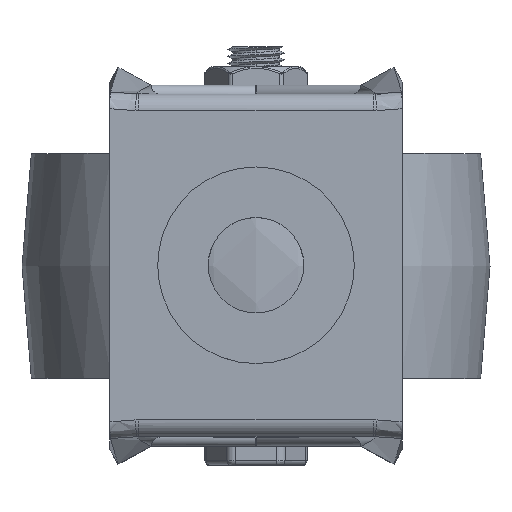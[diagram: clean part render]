
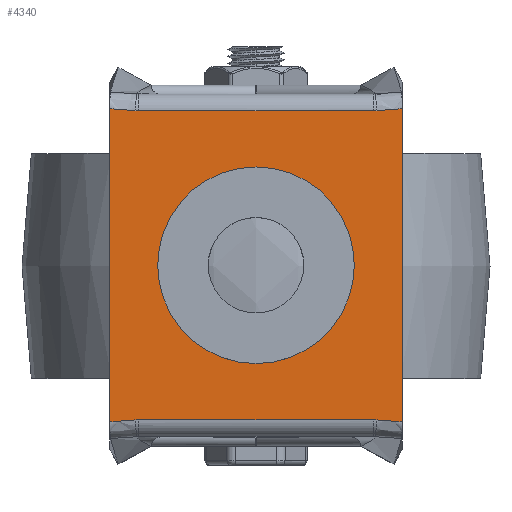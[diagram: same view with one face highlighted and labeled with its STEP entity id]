
A CAD part, top view. The second image highlights one B-rep face of the part: STEP entity #4340.
In plain terms, the highlighted planar face has unit normal (0, 0, 1).
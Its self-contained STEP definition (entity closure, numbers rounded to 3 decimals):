
#153=FACE_BOUND('',#859,.T.);
#212=PLANE('',#4716);
#577=FACE_OUTER_BOUND('',#858,.T.);
#858=EDGE_LOOP('',(#3301,#3302,#3303,#3304,#3305,#3306,#3307,#3308,#3309,
#3310,#3311,#3312,#3313,#3314,#3315,#3316));
#859=EDGE_LOOP('',(#3317));
#1093=LINE('',#6896,#1323);
#1094=LINE('',#6980,#1324);
#1103=LINE('',#7078,#1333);
#1104=LINE('',#7162,#1334);
#1117=LINE('',#7368,#1347);
#1125=LINE('',#7566,#1355);
#1142=LINE('',#9249,#1372);
#1168=LINE('',#12532,#1398);
#1323=VECTOR('',#5292,1000.);
#1324=VECTOR('',#5293,1000.);
#1333=VECTOR('',#5302,1000.);
#1334=VECTOR('',#5303,1000.);
#1347=VECTOR('',#5320,1000.);
#1355=VECTOR('',#5332,1000.);
#1372=VECTOR('',#5385,1000.);
#1398=VECTOR('',#5467,1000.);
#1529=CIRCLE('',#4649,10.5);
#1532=CIRCLE('',#4669,2.836);
#1533=CIRCLE('',#4670,335.231);
#1537=CIRCLE('',#4686,2.836);
#1538=CIRCLE('',#4687,335.231);
#1539=CIRCLE('',#4697,2.836);
#1540=CIRCLE('',#4698,335.231);
#1544=CIRCLE('',#4714,2.836);
#1545=CIRCLE('',#4715,335.231);
#1824=VERTEX_POINT('',#6795);
#1828=VERTEX_POINT('',#6877);
#1832=VERTEX_POINT('',#6894);
#1834=VERTEX_POINT('',#6968);
#1835=VERTEX_POINT('',#6979);
#1840=VERTEX_POINT('',#7059);
#1844=VERTEX_POINT('',#7076);
#1846=VERTEX_POINT('',#7150);
#1847=VERTEX_POINT('',#7161);
#1872=VERTEX_POINT('',#9015);
#1873=VERTEX_POINT('',#9077);
#1876=VERTEX_POINT('',#9248);
#1880=VERTEX_POINT('',#10692);
#1886=VERTEX_POINT('',#12298);
#1887=VERTEX_POINT('',#12360);
#1890=VERTEX_POINT('',#12531);
#1894=VERTEX_POINT('',#13975);
#2267=EDGE_CURVE('',#1824,#1824,#1529,.T.);
#2276=EDGE_CURVE('',#1828,#1832,#1093,.T.);
#2278=EDGE_CURVE('',#1834,#1835,#1094,.T.);
#2288=EDGE_CURVE('',#1840,#1844,#1103,.T.);
#2290=EDGE_CURVE('',#1846,#1847,#1104,.T.);
#2311=EDGE_CURVE('',#1835,#1832,#1117,.T.);
#2327=EDGE_CURVE('',#1844,#1847,#1125,.T.);
#2344=EDGE_CURVE('',#1872,#1873,#1532,.T.);
#2345=EDGE_CURVE('',#1834,#1872,#1533,.T.);
#2351=EDGE_CURVE('',#1873,#1876,#1142,.F.);
#2365=EDGE_CURVE('',#1880,#1876,#1537,.T.);
#2366=EDGE_CURVE('',#1840,#1880,#1538,.T.);
#2381=EDGE_CURVE('',#1886,#1887,#1539,.T.);
#2383=EDGE_CURVE('',#1828,#1886,#1540,.T.);
#2389=EDGE_CURVE('',#1887,#1890,#1168,.F.);
#2403=EDGE_CURVE('',#1894,#1890,#1544,.T.);
#2404=EDGE_CURVE('',#1846,#1894,#1545,.T.);
#3301=ORIENTED_EDGE('',*,*,#2311,.F.);
#3302=ORIENTED_EDGE('',*,*,#2278,.F.);
#3303=ORIENTED_EDGE('',*,*,#2345,.T.);
#3304=ORIENTED_EDGE('',*,*,#2344,.T.);
#3305=ORIENTED_EDGE('',*,*,#2351,.T.);
#3306=ORIENTED_EDGE('',*,*,#2365,.F.);
#3307=ORIENTED_EDGE('',*,*,#2366,.F.);
#3308=ORIENTED_EDGE('',*,*,#2288,.T.);
#3309=ORIENTED_EDGE('',*,*,#2327,.T.);
#3310=ORIENTED_EDGE('',*,*,#2290,.F.);
#3311=ORIENTED_EDGE('',*,*,#2404,.T.);
#3312=ORIENTED_EDGE('',*,*,#2403,.T.);
#3313=ORIENTED_EDGE('',*,*,#2389,.F.);
#3314=ORIENTED_EDGE('',*,*,#2381,.F.);
#3315=ORIENTED_EDGE('',*,*,#2383,.F.);
#3316=ORIENTED_EDGE('',*,*,#2276,.T.);
#3317=ORIENTED_EDGE('',*,*,#2267,.T.);
#4340=ADVANCED_FACE('',(#577,#153),#212,.T.);
#4649=AXIS2_PLACEMENT_3D('',#6797,#5275,#5276);
#4669=AXIS2_PLACEMENT_3D('',#9139,#5366,#5367);
#4670=AXIS2_PLACEMENT_3D('',#9236,#5368,#5369);
#4686=AXIS2_PLACEMENT_3D('',#10754,#5414,#5415);
#4687=AXIS2_PLACEMENT_3D('',#10851,#5416,#5417);
#4697=AXIS2_PLACEMENT_3D('',#12361,#5448,#5449);
#4698=AXIS2_PLACEMENT_3D('',#12519,#5450,#5451);
#4714=AXIS2_PLACEMENT_3D('',#14037,#5496,#5497);
#4715=AXIS2_PLACEMENT_3D('',#14134,#5498,#5499);
#4716=AXIS2_PLACEMENT_3D('',#14135,#5500,#5501);
#5275=DIRECTION('center_axis',(0.,0.,-1.));
#5276=DIRECTION('ref_axis',(1.,0.,0.));
#5292=DIRECTION('',(0.,1.,0.));
#5293=DIRECTION('',(0.,-1.,0.));
#5302=DIRECTION('',(0.,-1.,0.));
#5303=DIRECTION('',(0.,1.,0.));
#5320=DIRECTION('',(0.,-1.,0.));
#5332=DIRECTION('',(0.,-1.,0.));
#5366=DIRECTION('center_axis',(0.,0.,-1.));
#5367=DIRECTION('ref_axis',(0.,-1.,0.));
#5368=DIRECTION('center_axis',(0.,0.,1.));
#5369=DIRECTION('ref_axis',(-0.077,0.997,0.));
#5385=DIRECTION('',(1.,0.,0.));
#5414=DIRECTION('center_axis',(0.,0.,
1.));
#5415=DIRECTION('ref_axis',(0.,-1.,0.));
#5416=DIRECTION('center_axis',(0.,0.,-1.));
#5417=DIRECTION('ref_axis',(0.077,0.997,0.));
#5448=DIRECTION('center_axis',(0.,0.,1.));
#5449=DIRECTION('ref_axis',(0.,1.,0.));
#5450=DIRECTION('center_axis',(0.,0.,-1.));
#5451=DIRECTION('ref_axis',(-0.077,-0.997,0.));
#5467=DIRECTION('',(1.,0.,0.));
#5496=DIRECTION('center_axis',(0.,0.,
-1.));
#5497=DIRECTION('ref_axis',(0.,1.,0.));
#5498=DIRECTION('center_axis',(0.,0.,1.));
#5499=DIRECTION('ref_axis',(0.077,-0.997,0.));
#5500=DIRECTION('center_axis',(0.,0.,1.));
#5501=DIRECTION('ref_axis',(1.,0.,0.));
#6795=CARTESIAN_POINT('',(-10.5,0.,-1.8));
#6797=CARTESIAN_POINT('Origin',(0.,0.,-1.8));
#6877=CARTESIAN_POINT('',(15.609,-16.724,-1.8));
#6894=CARTESIAN_POINT('',(15.609,-16.5,-1.8));
#6896=CARTESIAN_POINT('',(15.609,-18.3,-1.8));
#6968=CARTESIAN_POINT('',(15.609,16.724,-1.8));
#6979=CARTESIAN_POINT('',(15.609,16.5,-1.8));
#6980=CARTESIAN_POINT('',(15.609,18.3,-1.8));
#7059=CARTESIAN_POINT('',(-15.609,16.724,-1.8));
#7076=CARTESIAN_POINT('',(-15.609,16.5,-1.8));
#7078=CARTESIAN_POINT('',(-15.609,18.3,-1.8));
#7150=CARTESIAN_POINT('',(-15.609,-16.724,-1.8));
#7161=CARTESIAN_POINT('',(-15.609,-16.5,-1.8));
#7162=CARTESIAN_POINT('',(-15.609,-18.3,-1.8));
#7368=CARTESIAN_POINT('',(15.609,16.5,-1.8));
#7566=CARTESIAN_POINT('',(-15.609,16.5,-1.8));
#9015=CARTESIAN_POINT('',(12.943,16.529,-1.8));
#9077=CARTESIAN_POINT('',(12.537,16.5,-1.8));
#9139=CARTESIAN_POINT('Origin',(12.537,19.336,-1.8));
#9236=CARTESIAN_POINT('Origin',(38.649,-317.715,-1.8));
#9248=CARTESIAN_POINT('',(-12.537,16.5,-1.8));
#9249=CARTESIAN_POINT('',(0.,16.5,-1.8));
#10692=CARTESIAN_POINT('',(-12.943,16.529,-1.8));
#10754=CARTESIAN_POINT('Origin',(-12.537,19.336,-1.8));
#10851=CARTESIAN_POINT('Origin',(-38.649,-317.715,-1.8));
#12298=CARTESIAN_POINT('',(12.943,-16.529,-1.8));
#12360=CARTESIAN_POINT('',(12.537,-16.5,-1.8));
#12361=CARTESIAN_POINT('Origin',(12.537,-19.336,-1.8));
#12519=CARTESIAN_POINT('Origin',(38.649,317.715,-1.8));
#12531=CARTESIAN_POINT('',(-12.537,-16.5,-1.8));
#12532=CARTESIAN_POINT('',(0.,-16.5,-1.8));
#13975=CARTESIAN_POINT('',(-12.943,-16.529,-1.8));
#14037=CARTESIAN_POINT('Origin',(-12.537,-19.336,-1.8));
#14134=CARTESIAN_POINT('Origin',(-38.649,317.715,-1.8));
#14135=CARTESIAN_POINT('Origin',(0.,-18.3,-1.8));
